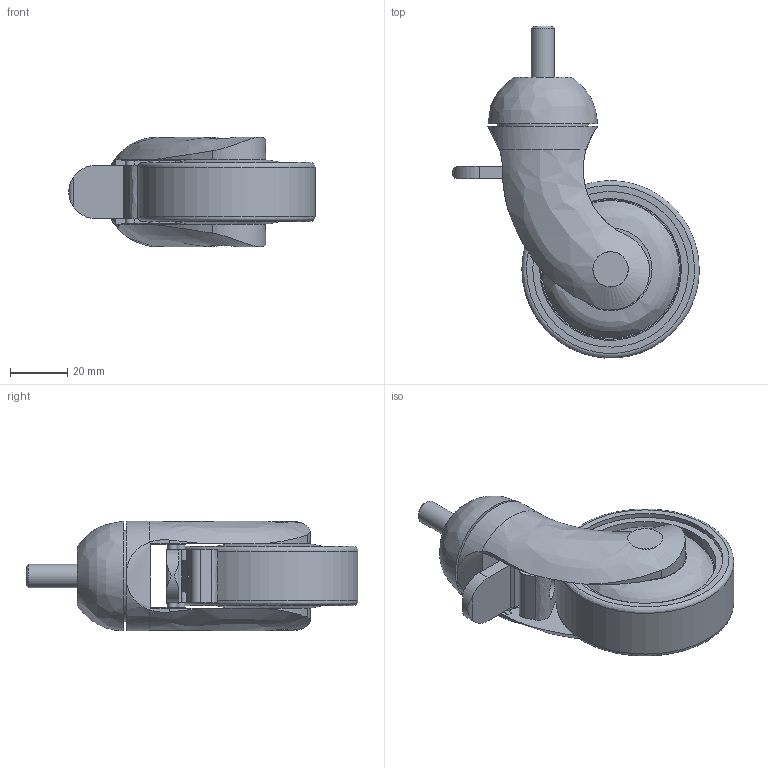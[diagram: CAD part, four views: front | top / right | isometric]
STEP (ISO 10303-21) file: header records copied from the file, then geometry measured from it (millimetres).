
FILE_DESCRIPTION(('FreeCAD Model'),'2;1');
FILE_NAME('Open CASCADE Shape Model','2025-04-29T19:09:50',('FreeCAD'),( 'FreeCAD'),'Open CASCADE STEP processor 7.6','FreeCAD','Unknown');
FILE_SCHEMA(('AUTOMOTIVE_DESIGN { 1 0 10303 214 1 1 1 1 }'));
Length unit declared in the file: millimetre
Products named in the file (1): Open CASCADE STEP translator 7.6 1
Bounding box: 86.49 x 116.44 x 38.53 mm (x, y, z)
Volume: 98502.2 mm3; surface area: 40147.3 mm2
Topology: 5 solids, 5 shells, 215 faces, 556 edges, 377 vertices
Faces by surface type: bspline 215
Entity records: 9377 total; most frequent: CARTESIAN_POINT 6146, ORIENTED_EDGE 1112, EDGE_CURVE 556, VERTEX_POINT 377, B_SPLINE_CURVE_WITH_KNOTS 333, FACE_BOUND 249, EDGE_LOOP 249, ADVANCED_FACE 215
